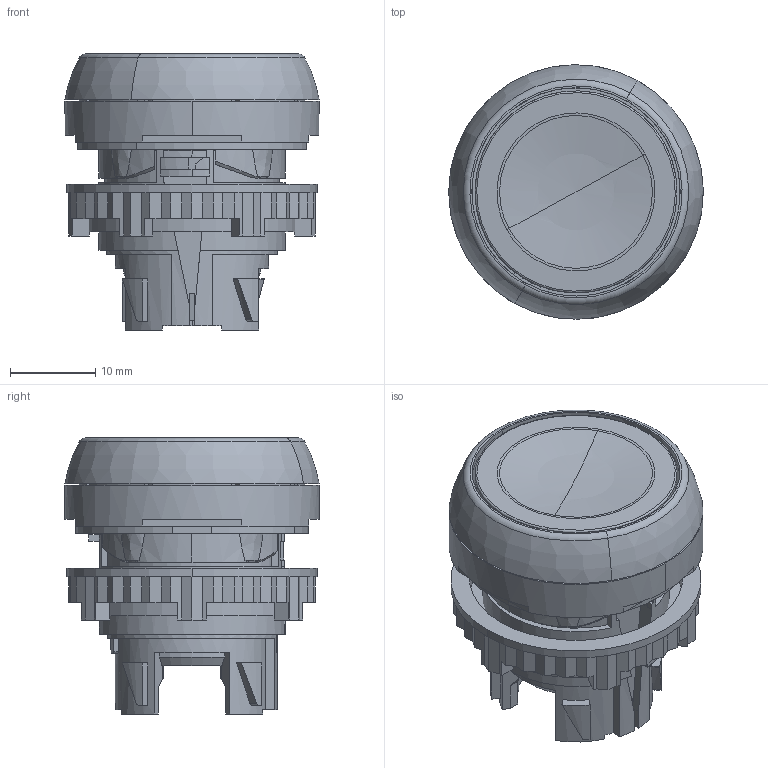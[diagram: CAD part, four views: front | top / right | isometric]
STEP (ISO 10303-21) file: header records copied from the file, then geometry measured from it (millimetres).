
FILE_DESCRIPTION(('CATIA V5 STEP Exchange'),'2;1');
FILE_NAME('L21AH20.stp','2012-09-13T13:44:23+00:00',('none'),('none'),'CATIA Version 5 Release 19 SP 9 (IN-10)','CATIA V5 STEP AP214','none');
FILE_SCHEMA(('AUTOMOTIVE_DESIGN { 1 0 10303 214 1 1 1 1 }'));
Length unit declared in the file: millimetre
Products named in the file (7): L21AH20; 074224001; 056017000; 032160000; 034366010; 051902000essai; 075063000
Assembly tree (6 placements, depth 2):
  L21AH20
    074224001
    056017000
    032160000
    034366010
    051902000essai
    075063000
Bounding box: 29.9 x 29.9 x 32.45 mm (x, y, z)
Volume: 8231.9 mm3; surface area: 12877.3 mm2
Topology: 6 solids, 6 shells, 814 faces, 2312 edges, 1505 vertices
Faces by surface type: plane 472, cylinder 174, torus 68, cone 62, bspline 16, extrusion 12, sphere 10
Entity records: 28179 total; most frequent: CARTESIAN_POINT 6837, ORIENTED_EDGE 4604, DIRECTION 2895, EDGE_CURVE 2302, VERTEX_POINT 1505, VECTOR 1222, LINE 1210, AXIS2_PLACEMENT_3D 1192
